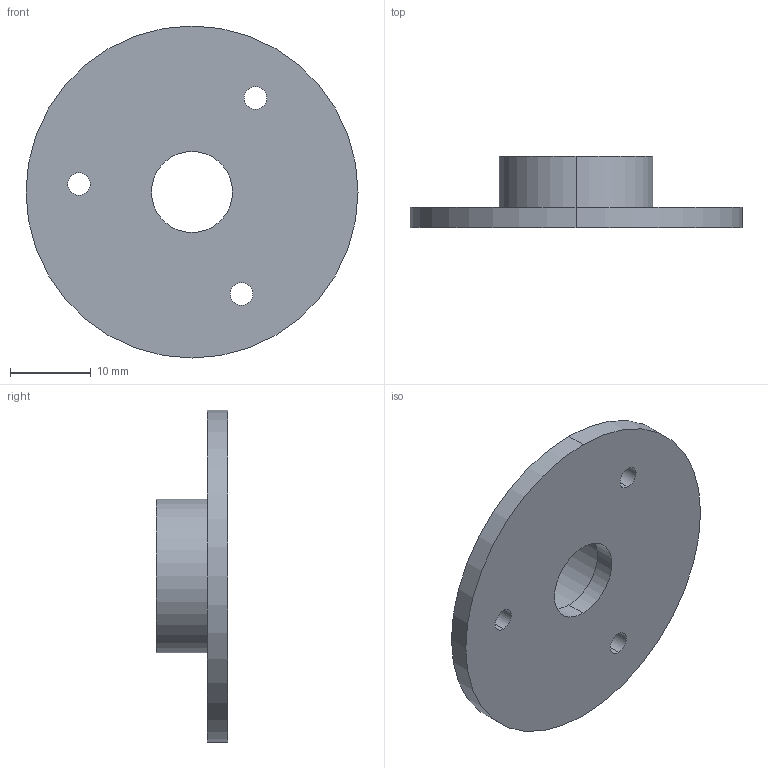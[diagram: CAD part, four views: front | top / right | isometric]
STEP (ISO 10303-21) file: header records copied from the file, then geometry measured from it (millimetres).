
FILE_DESCRIPTION (( 'STEP AP203' ), '1' );
FILE_NAME ('Couvercle_Défaut_sldprt.STEP', '2017-12-12T20:31:58', ( '' ), ( '' ), 'SwSTEP 2.0', 'SolidWorks 2016', '' );
FILE_SCHEMA (( 'CONFIG_CONTROL_DESIGN' ));
Length unit declared in the file: millimetre
Products named in the file (1): Couvercle_Défaut_sldprt
Bounding box: 41 x 8.8 x 41 mm (x, y, z)
Volume: 3874.5 mm3; surface area: 3566.1 mm2
Topology: 1 solids, 1 shells, 18 faces, 42 edges, 28 vertices
Faces by surface type: cylinder 14, plane 4
Entity records: 627 total; most frequent: DIRECTION 108, CARTESIAN_POINT 89, ORIENTED_EDGE 84, AXIS2_PLACEMENT_3D 47, EDGE_CURVE 42, CIRCLE 28, VERTEX_POINT 28, EDGE_LOOP 28
